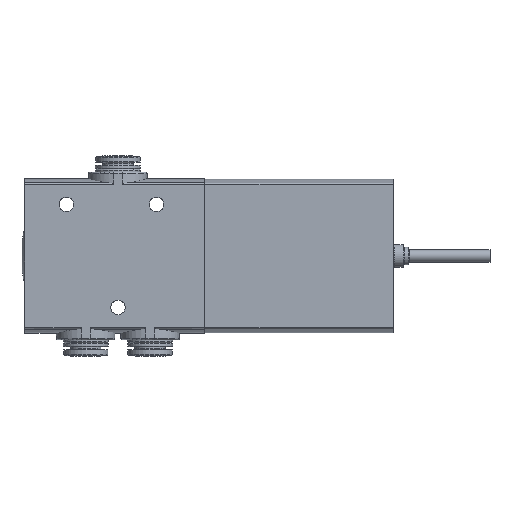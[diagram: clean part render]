
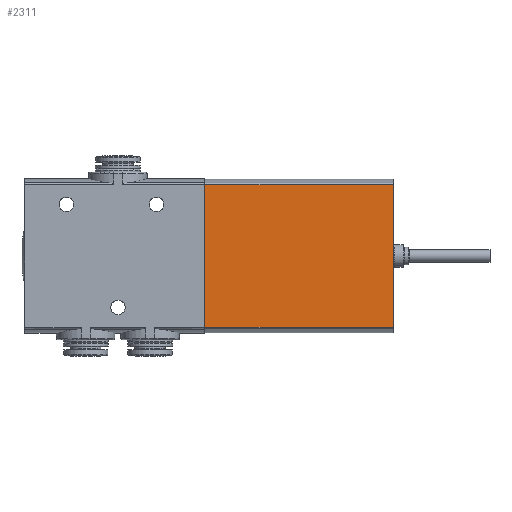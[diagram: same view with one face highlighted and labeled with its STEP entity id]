
A CAD part, top view. The second image highlights one B-rep face of the part: STEP entity #2311.
In plain terms, the highlighted planar face has unit normal (0, 0, 1).
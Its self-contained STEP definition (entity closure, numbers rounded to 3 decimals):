
#44=PLANE('',#2475);
#425=ORIENTED_EDGE('',*,*,#711,.T.);
#426=ORIENTED_EDGE('',*,*,#726,.F.);
#427=ORIENTED_EDGE('',*,*,#727,.F.);
#428=ORIENTED_EDGE('',*,*,#712,.T.);
#711=EDGE_CURVE('',#866,#872,#988,.T.);
#712=EDGE_CURVE('',#873,#866,#989,.T.);
#726=EDGE_CURVE('',#880,#872,#997,.T.);
#727=EDGE_CURVE('',#873,#880,#998,.T.);
#866=VERTEX_POINT('',#3464);
#872=VERTEX_POINT('',#3476);
#873=VERTEX_POINT('',#3480);
#880=VERTEX_POINT('',#3506);
#988=LINE('',#3477,#1050);
#989=LINE('',#3479,#1051);
#997=LINE('',#3507,#1059);
#998=LINE('',#3509,#1060);
#1050=VECTOR('',#2798,1000.);
#1051=VECTOR('',#2801,1000.);
#1059=VECTOR('',#2833,1000.);
#1060=VECTOR('',#2836,1000.);
#1110=EDGE_LOOP('',(#425,#426,#427,#428));
#1290=FACE_BOUND('',#1110,.T.);
#2311=ADVANCED_FACE('',(#1290),#44,.F.);
#2475=AXIS2_PLACEMENT_3D('',#3508,#2834,#2835);
#2798=DIRECTION('',(0.,-1.,0.));
#2801=DIRECTION('',(-1.,0.,0.));
#2833=DIRECTION('',(-1.,0.,0.));
#2834=DIRECTION('',(0.,0.,-1.));
#2835=DIRECTION('',(-1.,0.,0.));
#2836=DIRECTION('',(0.,-1.,0.));
#3464=CARTESIAN_POINT('',(56.,46.179,8.9));
#3476=CARTESIAN_POINT('',(56.,1.821,8.9));
#3477=CARTESIAN_POINT('',(56.,46.179,8.9));
#3479=CARTESIAN_POINT('',(114.6,46.179,8.9));
#3480=CARTESIAN_POINT('',(114.6,46.179,8.9));
#3506=CARTESIAN_POINT('',(114.6,1.821,8.9));
#3507=CARTESIAN_POINT('',(114.6,1.821,8.9));
#3508=CARTESIAN_POINT('',(114.6,46.179,8.9));
#3509=CARTESIAN_POINT('',(114.6,46.179,8.9));
